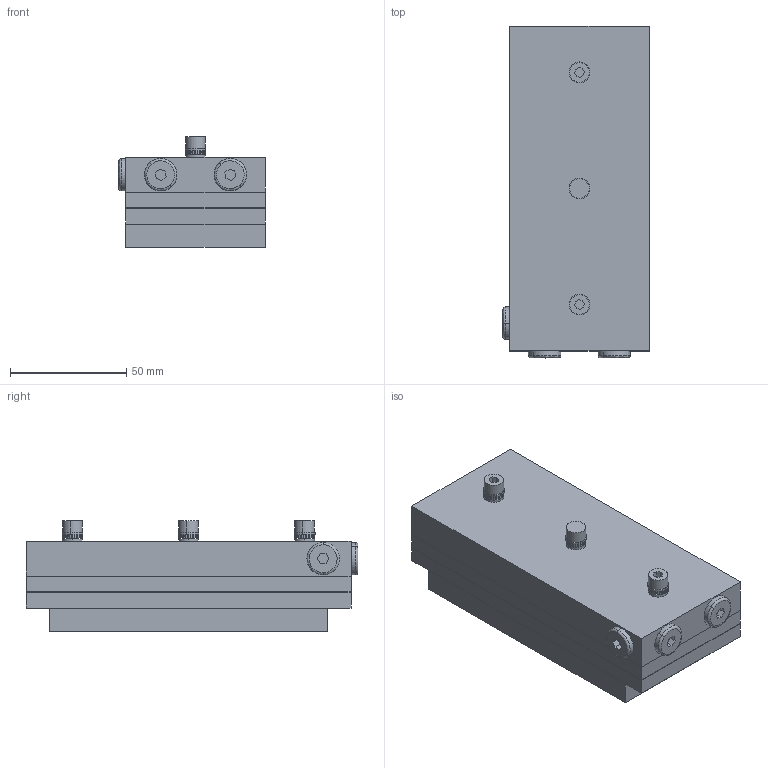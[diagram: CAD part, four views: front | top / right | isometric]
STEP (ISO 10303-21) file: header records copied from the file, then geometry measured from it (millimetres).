
FILE_DESCRIPTION (( 'STEP AP214' ), '1' );
FILE_NAME ('錨璃85.STEP', '2018-12-05T03:27:55', ( '' ), ( '' ), 'SwSTEP 2.0', 'SolidWorks 2016', '' );
FILE_SCHEMA (( 'AUTOMOTIVE_DESIGN' ));
Length unit declared in the file: millimetre
Products named in the file (1): 錨璃85
Bounding box: 63 x 143 x 47.7 mm (x, y, z)
Volume: 314377.7 mm3; surface area: 35001.7 mm2
Topology: 1 solids, 1 shells, 177 faces, 398 edges, 258 vertices
Faces by surface type: plane 93, cylinder 60, cone 18, bspline 6
Entity records: 6246 total; most frequent: CARTESIAN_POINT 942, DIRECTION 898, ORIENTED_EDGE 796, EDGE_CURVE 398, AXIS2_PLACEMENT_3D 334, VERTEX_POINT 258, VECTOR 230, LINE 230
